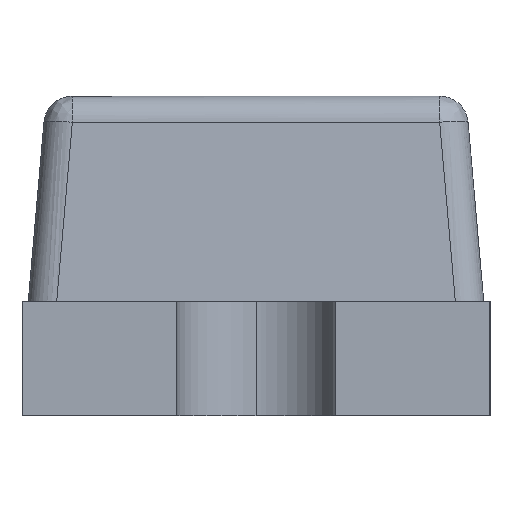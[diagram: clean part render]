
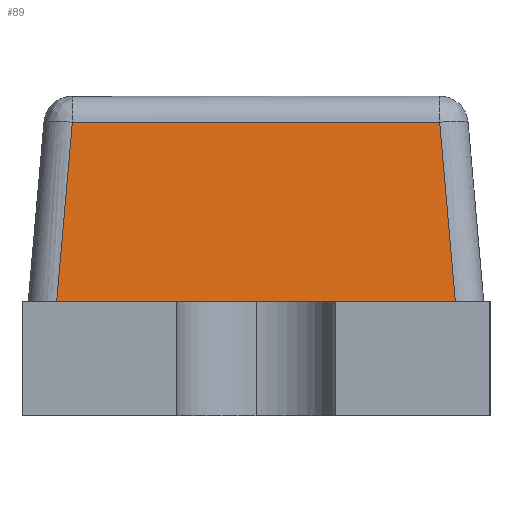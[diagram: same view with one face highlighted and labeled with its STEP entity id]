
A CAD part, left-side view. The second image highlights one B-rep face of the part: STEP entity #89.
In plain terms, the highlighted free-form (B-spline) face has degree [1, 1] with [2, 2] control points.
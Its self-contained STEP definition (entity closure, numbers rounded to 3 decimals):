
#89 = ADVANCED_FACE('',(#90),#120,.T.);
#90 = FACE_BOUND('',#91,.T.);
#91 = EDGE_LOOP('',(#92,#101,#108,#115));
#92 = ORIENTED_EDGE('',*,*,#93,.T.);
#93 = EDGE_CURVE('',#94,#96,#98,.T.);
#94 = VERTEX_POINT('',#95);
#95 = CARTESIAN_POINT('',(-0.522,-0.322,0.514
    ));
#96 = VERTEX_POINT('',#97);
#97 = CARTESIAN_POINT('',(-0.522,0.322,0.514)
  );
#98 = B_SPLINE_CURVE_WITH_KNOTS('',1,(#99,#100),.UNSPECIFIED.,.F.,.F.,(2
    ,2),(-0.689,-0.046),.PIECEWISE_BEZIER_KNOTS.);
#99 = CARTESIAN_POINT('',(-0.522,-0.322,0.514
    ));
#100 = CARTESIAN_POINT('',(-0.522,0.322,0.514
    ));
#101 = ORIENTED_EDGE('',*,*,#102,.T.);
#102 = EDGE_CURVE('',#96,#103,#105,.T.);
#103 = VERTEX_POINT('',#104);
#104 = CARTESIAN_POINT('',(-0.55,0.35,0.19));
#105 = B_SPLINE_CURVE_WITH_KNOTS('',1,(#106,#107),.UNSPECIFIED.,.F.,.F.,
  (2,2),(-0.331,-0.004),.PIECEWISE_BEZIER_KNOTS.);
#106 = CARTESIAN_POINT('',(-0.522,0.322,0.514
    ));
#107 = CARTESIAN_POINT('',(-0.55,0.35,0.19));
#108 = ORIENTED_EDGE('',*,*,#109,.T.);
#109 = EDGE_CURVE('',#103,#110,#112,.T.);
#110 = VERTEX_POINT('',#111);
#111 = CARTESIAN_POINT('',(-0.55,-0.35,0.19));
#112 = B_SPLINE_CURVE_WITH_KNOTS('',1,(#113,#114),.UNSPECIFIED.,.F.,.F.,
  (2,2),(0.05,0.75),.PIECEWISE_BEZIER_KNOTS.);
#113 = CARTESIAN_POINT('',(-0.55,0.35,0.19));
#114 = CARTESIAN_POINT('',(-0.55,-0.35,0.19));
#115 = ORIENTED_EDGE('',*,*,#116,.T.);
#116 = EDGE_CURVE('',#110,#94,#117,.T.);
#117 = B_SPLINE_CURVE_WITH_KNOTS('',1,(#118,#119),.UNSPECIFIED.,.F.,.F.,
  (2,2),(-0.065,0.262),.PIECEWISE_BEZIER_KNOTS.);
#118 = CARTESIAN_POINT('',(-0.55,-0.35,0.19));
#119 = CARTESIAN_POINT('',(-0.522,-0.322,
    0.514));
#120 = B_SPLINE_SURFACE_WITH_KNOTS('',1,1,(
    (#121,#122)
    ,(#123,#124
    )),.UNSPECIFIED.,.F.,.F.,.F.,(2,2),(2,2),(0.,0.326),(
    -0.75,-0.05),.PIECEWISE_BEZIER_KNOTS.);
#121 = CARTESIAN_POINT('',(-0.55,-0.35,0.19));
#122 = CARTESIAN_POINT('',(-0.55,0.35,0.19));
#123 = CARTESIAN_POINT('',(-0.522,-0.35,
    0.514));
#124 = CARTESIAN_POINT('',(-0.522,0.35,0.514
    ));
